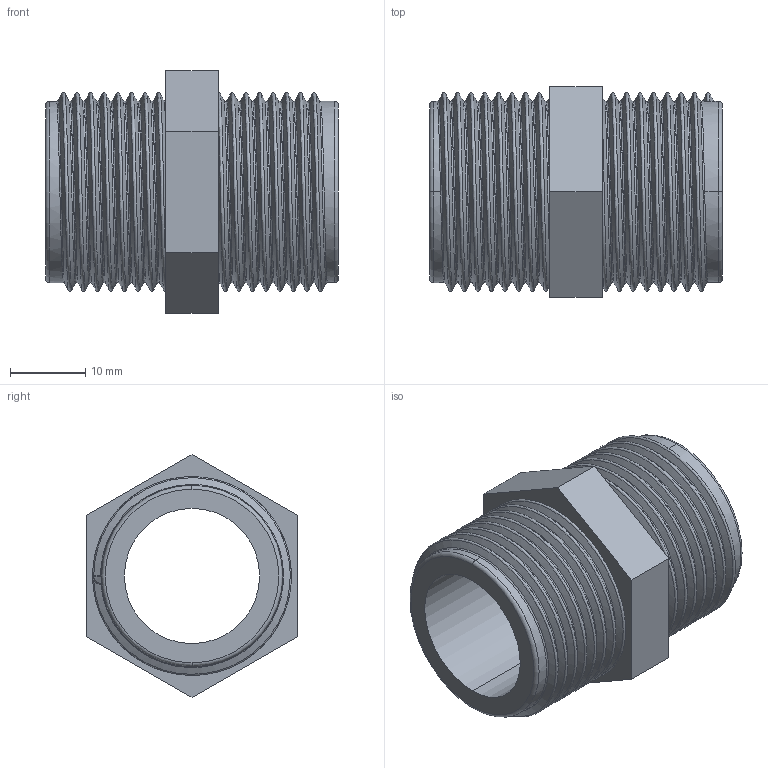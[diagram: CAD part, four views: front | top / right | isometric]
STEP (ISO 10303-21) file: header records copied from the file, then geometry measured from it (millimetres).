
FILE_DESCRIPTION (( 'STEP AP203' ), '1' );
FILE_NAME ('00210_0505.STEP', '2017-05-12T14:50:46', ( '' ), ( '' ), 'SwSTEP 2.0', 'SolidWorks 2011', '' );
FILE_SCHEMA (( 'CONFIG_CONTROL_DESIGN' ));
Length unit declared in the file: millimetre
Products named in the file (1): 00210_0505
Bounding box: 39 x 28 x 32.33 mm (x, y, z)
Volume: 10725 mm3; surface area: 7738.2 mm2
Topology: 1 solids, 1 shells, 73 faces, 202 edges, 128 vertices
Faces by surface type: cylinder 36, torus 12, bspline 10, plane 10, cone 5
Entity records: 10104 total; most frequent: CARTESIAN_POINT 8485, ORIENTED_EDGE 394, DIRECTION 253, EDGE_CURVE 197, VERTEX_POINT 128, AXIS2_PLACEMENT_3D 98, EDGE_LOOP 77, ADVANCED_FACE 73
